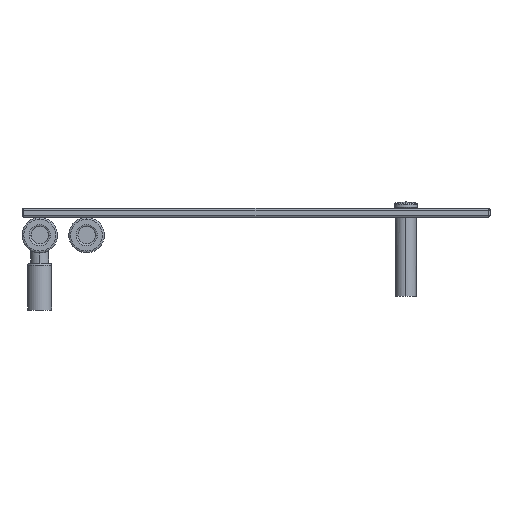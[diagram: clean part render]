
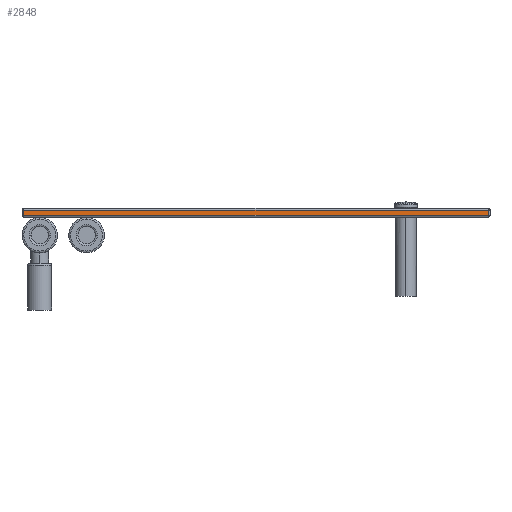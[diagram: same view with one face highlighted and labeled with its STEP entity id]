
A CAD part, front view. The second image highlights one B-rep face of the part: STEP entity #2848.
In plain terms, the highlighted planar face has unit normal (0, -1, 0).
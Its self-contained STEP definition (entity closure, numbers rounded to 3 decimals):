
#2333=DIRECTION('',(0.,0.,1.));
#2334=VECTOR('',#2333,5.5);
#2335=CARTESIAN_POINT('',(-17.,6.5,21.25));
#2336=LINE('',#2335,#2334);
#2340=DIRECTION('',(1.,0.,0.));
#2341=VECTOR('',#2340,496.);
#2342=CARTESIAN_POINT('',(-17.,6.5,26.75));
#2343=LINE('',#2342,#2341);
#2347=DIRECTION('',(0.,0.,-1.));
#2348=VECTOR('',#2347,5.5);
#2349=CARTESIAN_POINT('',(479.,6.5,26.75));
#2350=LINE('',#2349,#2348);
#2482=DIRECTION('',(1.,0.,0.));
#2483=VECTOR('',#2482,496.);
#2484=CARTESIAN_POINT('',(-17.,6.5,21.25));
#2485=LINE('',#2484,#2483);
#2675=CARTESIAN_POINT('',(-17.,6.5,21.25));
#2676=VERTEX_POINT('',#2675);
#2679=CARTESIAN_POINT('',(-17.,6.5,26.75));
#2680=VERTEX_POINT('',#2679);
#2715=CARTESIAN_POINT('',(479.,6.5,26.75));
#2716=VERTEX_POINT('',#2715);
#2719=CARTESIAN_POINT('',(479.,6.5,21.25));
#2720=VERTEX_POINT('',#2719);
#2834=CARTESIAN_POINT('',(-19.,6.5,26.75));
#2835=DIRECTION('',(0.,-1.,0.));
#2836=DIRECTION('',(0.,0.,-1.));
#2837=AXIS2_PLACEMENT_3D('',#2834,#2835,#2836);
#2838=PLANE('',#2837);
#2839=ORIENTED_EDGE('',*,*,#2828,.T.);
#2841=ORIENTED_EDGE('',*,*,#2840,.T.);
#2843=ORIENTED_EDGE('',*,*,#2842,.T.);
#2845=ORIENTED_EDGE('',*,*,#2844,.F.);
#2846=EDGE_LOOP('',(#2839,#2841,#2843,#2845));
#2847=FACE_OUTER_BOUND('',#2846,.F.);
#2828=EDGE_CURVE('',#2676,#2680,#2336,.T.);
#2840=EDGE_CURVE('',#2680,#2716,#2343,.T.);
#2842=EDGE_CURVE('',#2716,#2720,#2350,.T.);
#2844=EDGE_CURVE('',#2676,#2720,#2485,.T.);
#2848=ADVANCED_FACE('',(#2847),#2838,.T.);
